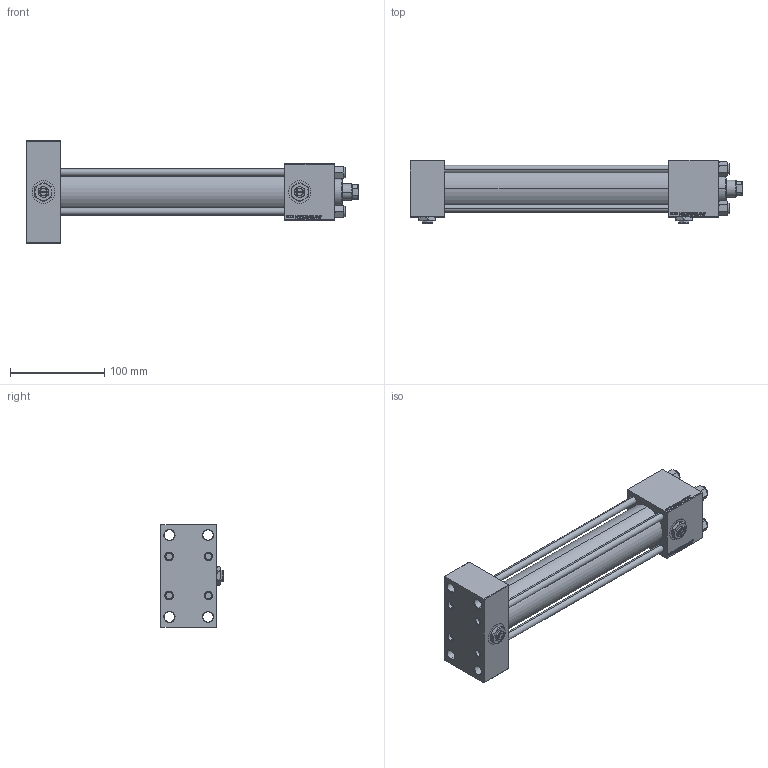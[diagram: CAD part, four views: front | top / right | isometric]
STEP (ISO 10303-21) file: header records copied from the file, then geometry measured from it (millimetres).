
FILE_DESCRIPTION (( 'STEP AP203' ), '1' );
FILE_NAME ('354f.STEP', '2023-08-23T07:48:57', ( '' ), ( '' ), 'SwSTEP 2.0', 'SolidWorks 2019', '' );
FILE_SCHEMA (( 'CONFIG_CONTROL_DESIGN' ));
Length unit declared in the file: millimetre
Products named in the file (7): NUT_M5_E 465f765a737a380df32a2980adc09d87; V215CR_E_Body 465f765a737a380df32a2980adc09d87; V215_VC_A 465f765a737a380df32a2980adc09d87; Zatka_pro_OIL_PORT 465f765a737a380df32a2980adc09d87; V215CR_VCP_E 465f765a737a380df32a2980adc09d87; 354f; V215CR_TYCINKA_E 465f765a737a380df32a2980adc09d87
Assembly tree (13 placements, depth 2):
  354f
    V215CR_E_Body 465f765a737a380df32a2980adc09d87
    V215CR_VCP_E 465f765a737a380df32a2980adc09d87
    V215CR_TYCINKA_E 465f765a737a380df32a2980adc09d87  x4
    NUT_M5_E 465f765a737a380df32a2980adc09d87  x4
    V215_VC_A 465f765a737a380df32a2980adc09d87
    Zatka_pro_OIL_PORT 465f765a737a380df32a2980adc09d87  x2
Bounding box: 353 x 67 x 109 mm (x, y, z)
Volume: 651149.1 mm3; surface area: 204280.1 mm2
Topology: 13 solids, 13 shells, 1237 faces, 3096 edges, 1994 vertices
Faces by surface type: plane 546, bspline 392, cone 194, cylinder 97, torus 8
Entity records: 52073 total; most frequent: CARTESIAN_POINT 27702, ORIENTED_EDGE 5492, DIRECTION 3532, EDGE_CURVE 2746, VERTEX_POINT 1792, VECTOR 1608, LINE 1608, EDGE_LOOP 1214
